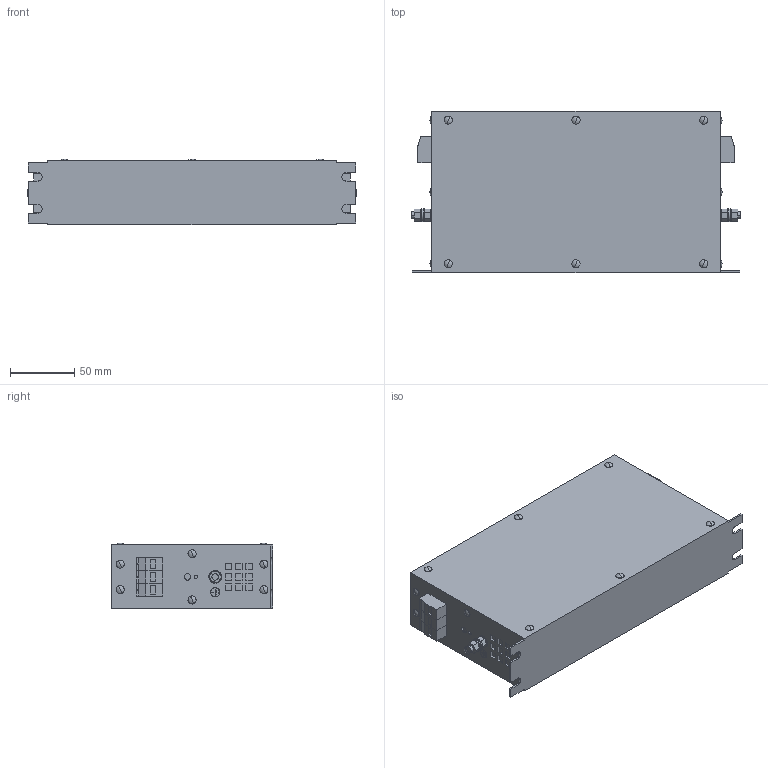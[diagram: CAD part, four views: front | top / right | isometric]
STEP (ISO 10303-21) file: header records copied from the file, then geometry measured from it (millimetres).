
FILE_DESCRIPTION (( 'STEP AP214' ), '1' );
FILE_NAME ('848329.STEP', '2024-04-08T14:50:18', ( '' ), ( '' ), 'SwSTEP 2.0', 'SolidWorks 2022', '' );
FILE_SCHEMA (( 'AUTOMOTIVE_DESIGN' ));
Length unit declared in the file: millimetre
Products named in the file (1): 848329
Bounding box: 257.2 x 126.05 x 51.37 mm (x, y, z)
Volume: 1432068.1 mm3; surface area: 101392.5 mm2
Topology: 1 solids, 15 shells, 699 faces, 1634 edges, 1078 vertices
Faces by surface type: plane 551, cylinder 112, sphere 36
Entity records: 19830 total; most frequent: CARTESIAN_POINT 3412, DIRECTION 3374, ORIENTED_EDGE 3268, EDGE_CURVE 1634, LINE 1294, VECTOR 1294, VERTEX_POINT 1078, AXIS2_PLACEMENT_3D 1040
